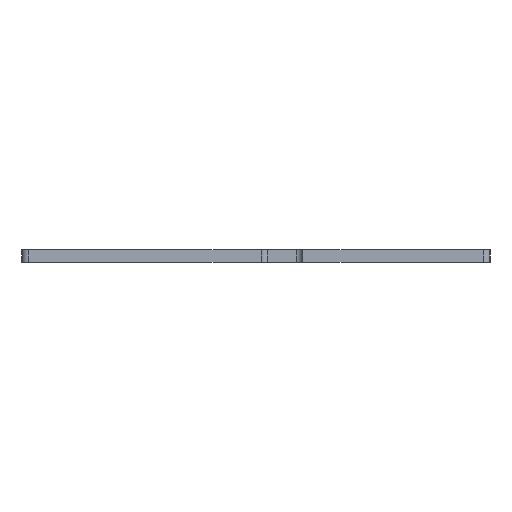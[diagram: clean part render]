
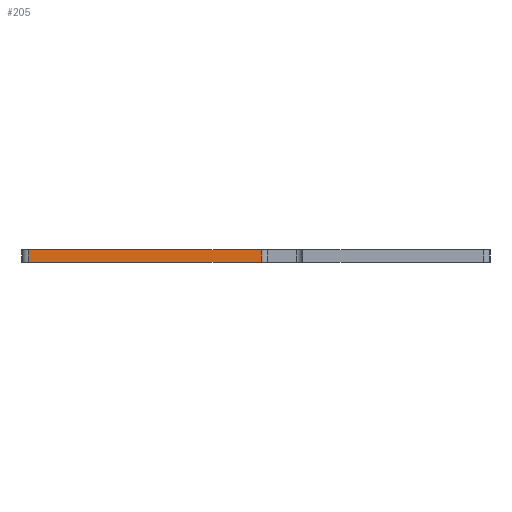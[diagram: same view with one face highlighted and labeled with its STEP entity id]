
A CAD part, left-side view. The second image highlights one B-rep face of the part: STEP entity #205.
In plain terms, the highlighted planar face has unit normal (-1, 0, 0).
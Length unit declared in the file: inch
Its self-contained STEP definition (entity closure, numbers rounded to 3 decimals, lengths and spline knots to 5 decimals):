
#72 = VERTEX_POINT ( 'NONE', #1181 ) ;
#166 = VECTOR ( 'NONE', #899, 39.37008 ) ;
#205 = ADVANCED_FACE ( 'NONE', ( #249 ), #844, .T. ) ;
#244 = VECTOR ( 'NONE', #964, 39.37008 ) ;
#249 = FACE_OUTER_BOUND ( 'NONE', #1201, .T. ) ;
#251 = ORIENTED_EDGE ( 'NONE', *, *, #778, .T. ) ;
#267 = ORIENTED_EDGE ( 'NONE', *, *, #1436, .T. ) ;
#304 = CARTESIAN_POINT ( 'NONE',  ( -0.07874, 0.62992, 0. ) ) ;
#322 = CARTESIAN_POINT ( 'NONE',  ( -0.07874, 1.51181, 0.04724 ) ) ;
#406 = VERTEX_POINT ( 'NONE', #1448 ) ;
#491 = ORIENTED_EDGE ( 'NONE', *, *, #845, .T. ) ;
#497 = EDGE_CURVE ( 'NONE', #1411, #552, #509, .T. ) ;
#509 = LINE ( 'NONE', #1212, #244 ) ;
#532 = AXIS2_PLACEMENT_3D ( 'NONE', #1327, #1449, #1098 ) ;
#548 = LINE ( 'NONE', #1524, #1467 ) ;
#552 = VERTEX_POINT ( 'NONE', #1462 ) ;
#555 = CARTESIAN_POINT ( 'NONE',  ( -0.07874, 1.51181, 0. ) ) ;
#778 = EDGE_CURVE ( 'NONE', #406, #552, #1390, .T. ) ;
#793 = DIRECTION ( 'NONE',  ( 0., 0., -1. ) ) ;
#821 = ORIENTED_EDGE ( 'NONE', *, *, #497, .F. ) ;
#844 = PLANE ( 'NONE',  #532 ) ;
#845 = EDGE_CURVE ( 'NONE', #72, #406, #1166, .T. ) ;
#899 = DIRECTION ( 'NONE',  ( 0., 0., 1. ) ) ;
#964 = DIRECTION ( 'NONE',  ( 0., -1., 0. ) ) ;
#1098 = DIRECTION ( 'NONE',  ( 0., 0., 1. ) ) ;
#1166 = LINE ( 'NONE', #555, #1389 ) ;
#1181 = CARTESIAN_POINT ( 'NONE',  ( -0.07874, 1.51181, 0. ) ) ;
#1201 = EDGE_LOOP ( 'NONE', ( #267, #491, #251, #821 ) ) ;
#1212 = CARTESIAN_POINT ( 'NONE',  ( -0.07874, 1.51181, 0.04724 ) ) ;
#1327 = CARTESIAN_POINT ( 'NONE',  ( -0.07874, 1.53543, 0. ) ) ;
#1389 = VECTOR ( 'NONE', #1513, 39.37008 ) ;
#1390 = LINE ( 'NONE', #304, #166 ) ;
#1411 = VERTEX_POINT ( 'NONE', #322 ) ;
#1436 = EDGE_CURVE ( 'NONE', #1411, #72, #548, .T. ) ;
#1448 = CARTESIAN_POINT ( 'NONE',  ( -0.07874, 0.62992, 0. ) ) ;
#1449 = DIRECTION ( 'NONE',  ( -1., 0., 0. ) ) ;
#1462 = CARTESIAN_POINT ( 'NONE',  ( -0.07874, 0.62992, 0.04724 ) ) ;
#1467 = VECTOR ( 'NONE', #793, 39.37008 ) ;
#1513 = DIRECTION ( 'NONE',  ( 0., -1., 0. ) ) ;
#1524 = CARTESIAN_POINT ( 'NONE',  ( -0.07874, 1.51181, 0.04724 ) ) ;
